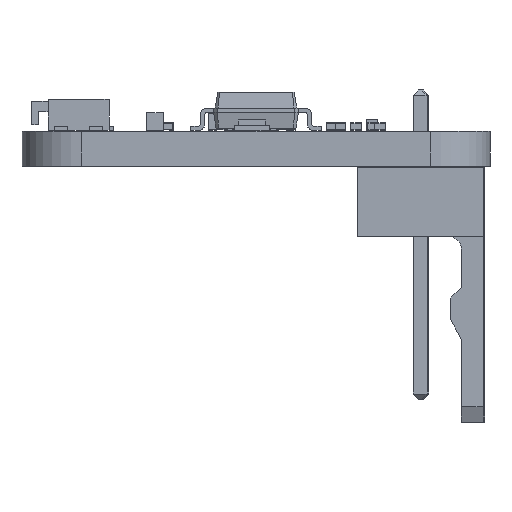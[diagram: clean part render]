
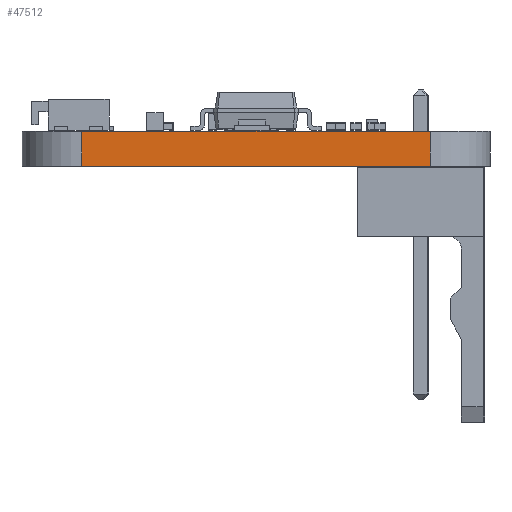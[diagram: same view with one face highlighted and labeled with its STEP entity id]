
A CAD part, left-side view. The second image highlights one B-rep face of the part: STEP entity #47512.
In plain terms, the highlighted planar face has unit normal (-1, 0, 0).
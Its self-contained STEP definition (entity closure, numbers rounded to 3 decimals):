
#45867 = PLANE('',#45868);
#45868 = AXIS2_PLACEMENT_3D('',#45869,#45870,#45871);
#45869 = CARTESIAN_POINT('',(8.452,0.,1.6));
#45870 = DIRECTION('',(-0.,-0.,-1.));
#45871 = DIRECTION('',(-1.,0.,0.));
#45921 = PLANE('',#45922);
#45922 = AXIS2_PLACEMENT_3D('',#45923,#45924,#45925);
#45923 = CARTESIAN_POINT('',(8.452,0.,0.));
#45924 = DIRECTION('',(-0.,-0.,-1.));
#45925 = DIRECTION('',(-1.,0.,0.));
#46175 = VERTEX_POINT('',#46176);
#46176 = CARTESIAN_POINT('',(-4.75,-8.,0.));
#46195 = CYLINDRICAL_SURFACE('',#46196,2.75);
#46196 = AXIS2_PLACEMENT_3D('',#46197,#46198,#46199);
#46197 = CARTESIAN_POINT('',(-2.,-8.,0.));
#46198 = DIRECTION('',(-0.,-0.,-1.));
#46199 = DIRECTION('',(1.,0.,-0.));
#46207 = EDGE_CURVE('',#46175,#46208,#46210,.T.);
#46208 = VERTEX_POINT('',#46209);
#46209 = CARTESIAN_POINT('',(-4.75,8.,0.));
#46210 = SURFACE_CURVE('',#46211,(#46215,#46222),.PCURVE_S1.);
#46211 = LINE('',#46212,#46213);
#46212 = CARTESIAN_POINT('',(-4.75,-8.,0.));
#46213 = VECTOR('',#46214,1.);
#46214 = DIRECTION('',(0.,1.,0.));
#46215 = PCURVE('',#45921,#46216);
#46216 = DEFINITIONAL_REPRESENTATION('',(#46217),#46221);
#46217 = LINE('',#46218,#46219);
#46218 = CARTESIAN_POINT('',(13.202,-8.));
#46219 = VECTOR('',#46220,1.);
#46220 = DIRECTION('',(0.,1.));
#46221 = ( GEOMETRIC_REPRESENTATION_CONTEXT(2) 
PARAMETRIC_REPRESENTATION_CONTEXT() REPRESENTATION_CONTEXT('2D SPACE',''
  ) );
#46222 = PCURVE('',#46223,#46228);
#46223 = PLANE('',#46224);
#46224 = AXIS2_PLACEMENT_3D('',#46225,#46226,#46227);
#46225 = CARTESIAN_POINT('',(-4.75,-8.,0.));
#46226 = DIRECTION('',(-1.,0.,0.));
#46227 = DIRECTION('',(0.,1.,0.));
#46228 = DEFINITIONAL_REPRESENTATION('',(#46229),#46233);
#46229 = LINE('',#46230,#46231);
#46230 = CARTESIAN_POINT('',(0.,0.));
#46231 = VECTOR('',#46232,1.);
#46232 = DIRECTION('',(1.,0.));
#46233 = ( GEOMETRIC_REPRESENTATION_CONTEXT(2) 
PARAMETRIC_REPRESENTATION_CONTEXT() REPRESENTATION_CONTEXT('2D SPACE',''
  ) );
#46256 = CYLINDRICAL_SURFACE('',#46257,2.75);
#46257 = AXIS2_PLACEMENT_3D('',#46258,#46259,#46260);
#46258 = CARTESIAN_POINT('',(-2.,8.,0.));
#46259 = DIRECTION('',(-0.,-0.,-1.));
#46260 = DIRECTION('',(1.,0.,-0.));
#46816 = VERTEX_POINT('',#46817);
#46817 = CARTESIAN_POINT('',(-4.75,-8.,1.6));
#46843 = EDGE_CURVE('',#46816,#46844,#46846,.T.);
#46844 = VERTEX_POINT('',#46845);
#46845 = CARTESIAN_POINT('',(-4.75,8.,1.6));
#46846 = SURFACE_CURVE('',#46847,(#46851,#46858),.PCURVE_S1.);
#46847 = LINE('',#46848,#46849);
#46848 = CARTESIAN_POINT('',(-4.75,-8.,1.6));
#46849 = VECTOR('',#46850,1.);
#46850 = DIRECTION('',(0.,1.,0.));
#46851 = PCURVE('',#45867,#46852);
#46852 = DEFINITIONAL_REPRESENTATION('',(#46853),#46857);
#46853 = LINE('',#46854,#46855);
#46854 = CARTESIAN_POINT('',(13.202,-8.));
#46855 = VECTOR('',#46856,1.);
#46856 = DIRECTION('',(0.,1.));
#46857 = ( GEOMETRIC_REPRESENTATION_CONTEXT(2) 
PARAMETRIC_REPRESENTATION_CONTEXT() REPRESENTATION_CONTEXT('2D SPACE',''
  ) );
#46858 = PCURVE('',#46223,#46859);
#46859 = DEFINITIONAL_REPRESENTATION('',(#46860),#46864);
#46860 = LINE('',#46861,#46862);
#46861 = CARTESIAN_POINT('',(0.,-1.6));
#46862 = VECTOR('',#46863,1.);
#46863 = DIRECTION('',(1.,0.));
#46864 = ( GEOMETRIC_REPRESENTATION_CONTEXT(2) 
PARAMETRIC_REPRESENTATION_CONTEXT() REPRESENTATION_CONTEXT('2D SPACE',''
  ) );
#47464 = EDGE_CURVE('',#46208,#46844,#47465,.T.);
#47465 = SURFACE_CURVE('',#47466,(#47470,#47477),.PCURVE_S1.);
#47466 = LINE('',#47467,#47468);
#47467 = CARTESIAN_POINT('',(-4.75,8.,0.));
#47468 = VECTOR('',#47469,1.);
#47469 = DIRECTION('',(0.,0.,1.));
#47470 = PCURVE('',#46256,#47471);
#47471 = DEFINITIONAL_REPRESENTATION('',(#47472),#47476);
#47472 = LINE('',#47473,#47474);
#47473 = CARTESIAN_POINT('',(-3.142,0.));
#47474 = VECTOR('',#47475,1.);
#47475 = DIRECTION('',(-0.,-1.));
#47476 = ( GEOMETRIC_REPRESENTATION_CONTEXT(2) 
PARAMETRIC_REPRESENTATION_CONTEXT() REPRESENTATION_CONTEXT('2D SPACE',''
  ) );
#47477 = PCURVE('',#46223,#47478);
#47478 = DEFINITIONAL_REPRESENTATION('',(#47479),#47483);
#47479 = LINE('',#47480,#47481);
#47480 = CARTESIAN_POINT('',(16.,0.));
#47481 = VECTOR('',#47482,1.);
#47482 = DIRECTION('',(0.,-1.));
#47483 = ( GEOMETRIC_REPRESENTATION_CONTEXT(2) 
PARAMETRIC_REPRESENTATION_CONTEXT() REPRESENTATION_CONTEXT('2D SPACE',''
  ) );
#47489 = EDGE_CURVE('',#46175,#46816,#47490,.T.);
#47490 = SURFACE_CURVE('',#47491,(#47495,#47502),.PCURVE_S1.);
#47491 = LINE('',#47492,#47493);
#47492 = CARTESIAN_POINT('',(-4.75,-8.,0.));
#47493 = VECTOR('',#47494,1.);
#47494 = DIRECTION('',(0.,0.,1.));
#47495 = PCURVE('',#46195,#47496);
#47496 = DEFINITIONAL_REPRESENTATION('',(#47497),#47501);
#47497 = LINE('',#47498,#47499);
#47498 = CARTESIAN_POINT('',(-3.142,0.));
#47499 = VECTOR('',#47500,1.);
#47500 = DIRECTION('',(-0.,-1.));
#47501 = ( GEOMETRIC_REPRESENTATION_CONTEXT(2) 
PARAMETRIC_REPRESENTATION_CONTEXT() REPRESENTATION_CONTEXT('2D SPACE',''
  ) );
#47502 = PCURVE('',#46223,#47503);
#47503 = DEFINITIONAL_REPRESENTATION('',(#47504),#47508);
#47504 = LINE('',#47505,#47506);
#47505 = CARTESIAN_POINT('',(0.,0.));
#47506 = VECTOR('',#47507,1.);
#47507 = DIRECTION('',(0.,-1.));
#47508 = ( GEOMETRIC_REPRESENTATION_CONTEXT(2) 
PARAMETRIC_REPRESENTATION_CONTEXT() REPRESENTATION_CONTEXT('2D SPACE',''
  ) );
#47512 = ADVANCED_FACE('',(#47513),#46223,.T.);
#47513 = FACE_BOUND('',#47514,.T.);
#47514 = EDGE_LOOP('',(#47515,#47516,#47517,#47518));
#47515 = ORIENTED_EDGE('',*,*,#47489,.T.);
#47516 = ORIENTED_EDGE('',*,*,#46843,.T.);
#47517 = ORIENTED_EDGE('',*,*,#47464,.F.);
#47518 = ORIENTED_EDGE('',*,*,#46207,.F.);
